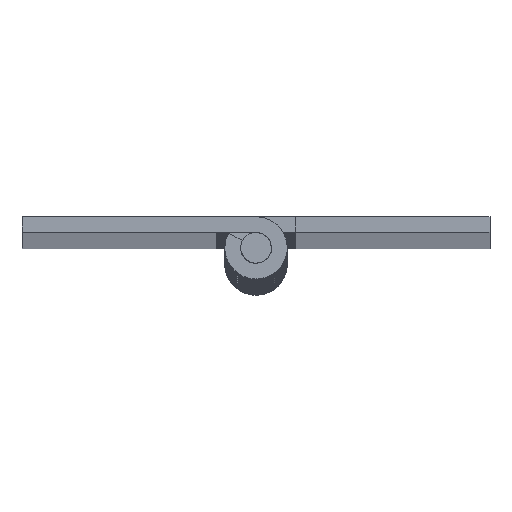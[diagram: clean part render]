
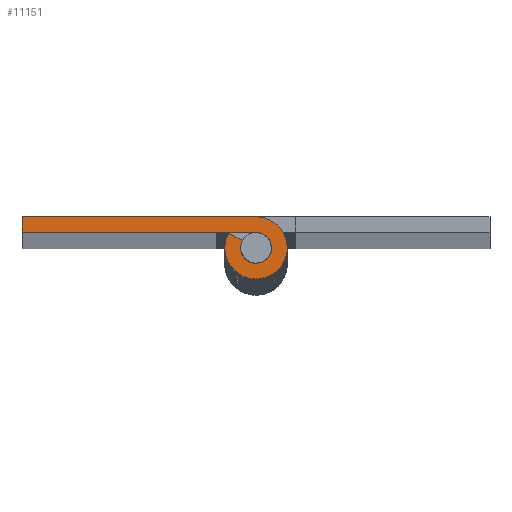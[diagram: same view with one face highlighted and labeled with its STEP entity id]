
A CAD part, top view. The second image highlights one B-rep face of the part: STEP entity #11151.
In plain terms, the highlighted free-form (B-spline) face has degree [1, 1] with [2, 2] control points.
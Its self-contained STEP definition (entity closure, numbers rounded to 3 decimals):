
#11074=CARTESIAN_POINT('',(-15.849,2.2,600.0));
#11075=CARTESIAN_POINT('',(2.849,2.2,600.0));
#11076=CARTESIAN_POINT('',(-15.849,-2.199,600.0));
#11077=CARTESIAN_POINT('',(2.849,-2.199,600.0));
#11078=B_SPLINE_SURFACE_WITH_KNOTS('',1,1,((#11074,#11076),(#11075,#11077)),.UNSPECIFIED.,.F.,.F.,.U.,(2,2),(2,2),(0.0,18.698),(0.0,4.399),.UNSPECIFIED.);
#11079=CARTESIAN_POINT('',(-15.,1.0,600.0));
#11080=VERTEX_POINT('',#11079);
#11081=CARTESIAN_POINT('',(0.,1.0,600.0));
#11082=VERTEX_POINT('',#11081);
#11083=CARTESIAN_POINT('',(-15.,1.0,600.0));
#11084=CARTESIAN_POINT('',(0.,1.0,600.0));
#11085=QUASI_UNIFORM_CURVE('',1,(#11083,#11084),.UNSPECIFIED.,.F.,.U.);
#11086=EDGE_CURVE('',#11080,#11082,#11085,.T.);
#11087=ORIENTED_EDGE('',*,*,#11086,.T.);
#11088=CARTESIAN_POINT('',(-0.88,0.475,600.0));
#11089=VERTEX_POINT('',#11088);
#11090=CARTESIAN_POINT('',(-0.88,0.475,600.0));
#11091=CARTESIAN_POINT('',(-1.242,-0.195,600.0));
#11092=CARTESIAN_POINT('',(-0.692,-0.722,600.0));
#11093=CARTESIAN_POINT('',(-0.142,-1.249,600.0));
#11094=CARTESIAN_POINT('',(0.512,-0.859,600.0));
#11095=CARTESIAN_POINT('',(1.166,-0.469,600.0));
#11096=CARTESIAN_POINT('',(0.964,0.266,600.0));
#11097=CARTESIAN_POINT('',(0.762,1.0,600.0));
#11098=CARTESIAN_POINT('',(0.0,1.0,600.0));
#11106=(BOUNDED_CURVE()B_SPLINE_CURVE(2,(#11090,#11091,#11092,#11093,#11094,#11095,#11096,#11097,#11098),.UNSPECIFIED.,.F.,.U.)B_SPLINE_CURVE_WITH_KNOTS((3,2,2,2,3),(0.0,0.25,0.5,0.75,1.0),.UNSPECIFIED.)CURVE()GEOMETRIC_REPRESENTATION_ITEM()RATIONAL_B_SPLINE_CURVE((1.0,0.796,1.0,0.796,1.0,0.796,1.0,0.796,1.0))REPRESENTATION_ITEM(''));
#11107=EDGE_CURVE('',#11089,#11082,#11106,.T.);
#11108=ORIENTED_EDGE('',*,*,#11107,.F.);
#11109=CARTESIAN_POINT('',(-1.76,0.95,600.0));
#11110=VERTEX_POINT('',#11109);
#11111=CARTESIAN_POINT('',(-0.88,0.475,600.0));
#11112=CARTESIAN_POINT('',(-1.76,0.95,600.0));
#11113=QUASI_UNIFORM_CURVE('',1,(#11111,#11112),.UNSPECIFIED.,.F.,.U.);
#11114=EDGE_CURVE('',#11089,#11110,#11113,.T.);
#11115=ORIENTED_EDGE('',*,*,#11114,.T.);
#11116=CARTESIAN_POINT('',(0.,2.0,600.0));
#11117=VERTEX_POINT('',#11116);
#11118=CARTESIAN_POINT('',(-1.76,0.95,600.0));
#11119=CARTESIAN_POINT('',(-2.484,-0.39,600.0));
#11120=CARTESIAN_POINT('',(-1.384,-1.444,600.0));
#11121=CARTESIAN_POINT('',(-0.283,-2.498,600.0));
#11122=CARTESIAN_POINT('',(1.025,-1.718,600.0));
#11123=CARTESIAN_POINT('',(2.333,-0.937,600.0));
#11124=CARTESIAN_POINT('',(1.928,0.531,600.0));
#11125=CARTESIAN_POINT('',(1.523,2.,600.0));
#11126=CARTESIAN_POINT('',(0.0,2.0,600.0));
#11134=(BOUNDED_CURVE()B_SPLINE_CURVE(2,(#11118,#11119,#11120,#11121,#11122,#11123,#11124,#11125,#11126),.UNSPECIFIED.,.F.,.U.)B_SPLINE_CURVE_WITH_KNOTS((3,2,2,2,3),(0.0,0.25,0.5,0.75,1.0),.UNSPECIFIED.)CURVE()GEOMETRIC_REPRESENTATION_ITEM()RATIONAL_B_SPLINE_CURVE((1.0,0.796,1.0,0.796,1.0,0.796,1.0,0.796,1.0))REPRESENTATION_ITEM(''));
#11135=EDGE_CURVE('',#11110,#11117,#11134,.T.);
#11136=ORIENTED_EDGE('',*,*,#11135,.T.);
#11137=CARTESIAN_POINT('',(-15.,2.0,600.0));
#11138=VERTEX_POINT('',#11137);
#11139=CARTESIAN_POINT('',(0.,2.0,600.0));
#11140=CARTESIAN_POINT('',(-15.,2.0,600.0));
#11141=QUASI_UNIFORM_CURVE('',1,(#11139,#11140),.UNSPECIFIED.,.F.,.U.);
#11142=EDGE_CURVE('',#11117,#11138,#11141,.T.);
#11143=ORIENTED_EDGE('',*,*,#11142,.T.);
#11144=CARTESIAN_POINT('',(-15.,2.0,600.0));
#11145=CARTESIAN_POINT('',(-15.,1.0,600.0));
#11146=QUASI_UNIFORM_CURVE('',1,(#11144,#11145),.UNSPECIFIED.,.F.,.U.);
#11147=EDGE_CURVE('',#11138,#11080,#11146,.T.);
#11148=ORIENTED_EDGE('',*,*,#11147,.T.);
#11149=EDGE_LOOP('',(#11087,#11108,#11115,#11136,#11143,#11148));
#11150=FACE_OUTER_BOUND('',#11149,.T.);
#11151=ADVANCED_FACE('',(#11150),#11078,.F.);
